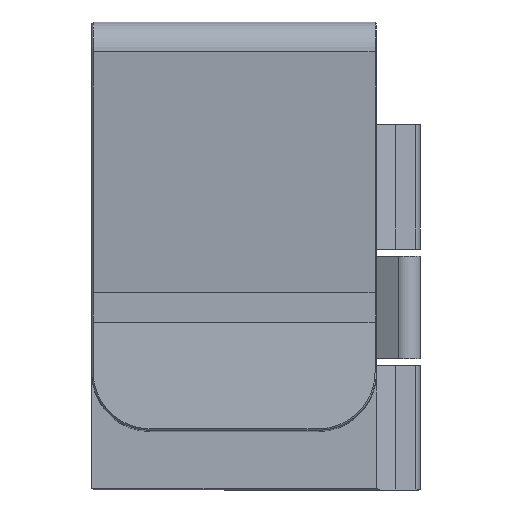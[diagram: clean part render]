
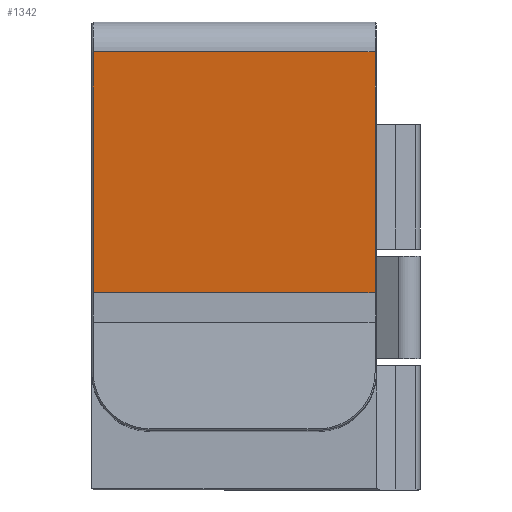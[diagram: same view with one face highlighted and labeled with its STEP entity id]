
A CAD part, left-side view. The second image highlights one B-rep face of the part: STEP entity #1342.
In plain terms, the highlighted planar face has unit normal (-0.996, 0, -0.093).
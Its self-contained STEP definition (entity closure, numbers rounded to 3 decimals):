
#44 = CYLINDRICAL_SURFACE('',#45,4.089);
#45 = AXIS2_PLACEMENT_3D('',#46,#47,#48);
#46 = CARTESIAN_POINT('',(-1.999,0.,60.));
#47 = DIRECTION('',(0.,1.,0.));
#48 = DIRECTION('',(1.,0.,0.));
#339 = VERTEX_POINT('',#340);
#340 = CARTESIAN_POINT('',(-6.088,-38.8,60.));
#367 = EDGE_CURVE('',#368,#339,#370,.T.);
#368 = VERTEX_POINT('',#369);
#369 = CARTESIAN_POINT('',(-6.088,-0.2,60.));
#370 = SURFACE_CURVE('',#371,(#375,#382),.PCURVE_S1.);
#371 = LINE('',#372,#373);
#372 = CARTESIAN_POINT('',(-6.088,0.,60.));
#373 = VECTOR('',#374,1.);
#374 = DIRECTION('',(0.,-1.,0.));
#375 = PCURVE('',#44,#376);
#376 = DEFINITIONAL_REPRESENTATION('',(#377),#381);
#377 = LINE('',#378,#379);
#378 = CARTESIAN_POINT('',(-3.142,0.));
#379 = VECTOR('',#380,1.);
#380 = DIRECTION('',(-0.,-1.));
#381 = ( GEOMETRIC_REPRESENTATION_CONTEXT(2) 
PARAMETRIC_REPRESENTATION_CONTEXT() REPRESENTATION_CONTEXT('2D SPACE',''
  ) );
#382 = PCURVE('',#383,#388);
#383 = PLANE('',#384);
#384 = AXIS2_PLACEMENT_3D('',#385,#386,#387);
#385 = CARTESIAN_POINT('',(-6.088,0.,60.));
#386 = DIRECTION('',(0.996,0.,0.093));
#387 = DIRECTION('',(0.093,0.,-0.996));
#388 = DEFINITIONAL_REPRESENTATION('',(#389),#393);
#389 = LINE('',#390,#391);
#390 = CARTESIAN_POINT('',(0.,0.));
#391 = VECTOR('',#392,1.);
#392 = DIRECTION('',(0.,-1.));
#393 = ( GEOMETRIC_REPRESENTATION_CONTEXT(2) 
PARAMETRIC_REPRESENTATION_CONTEXT() REPRESENTATION_CONTEXT('2D SPACE',''
  ) );
#1247 = PLANE('',#1248);
#1248 = AXIS2_PLACEMENT_3D('',#1249,#1250,#1251);
#1249 = CARTESIAN_POINT('',(-5.989,-0.1,60.009));
#1250 = DIRECTION('',(0.704,-0.707,0.066)
  );
#1251 = DIRECTION('',(0.093,0.,
    -0.996));
#1307 = PLANE('',#1308);
#1308 = AXIS2_PLACEMENT_3D('',#1309,#1310,#1311);
#1309 = CARTESIAN_POINT('',(-2.902,-38.9,27.009));
#1310 = DIRECTION('',(-0.704,-0.707,
    -0.066));
#1311 = DIRECTION('',(0.093,0.,
    -0.996));
#1342 = ADVANCED_FACE('',(#1343),#383,.F.);
#1343 = FACE_BOUND('',#1344,.F.);
#1344 = EDGE_LOOP('',(#1345,#1346,#1369,#1397));
#1345 = ORIENTED_EDGE('',*,*,#367,.T.);
#1346 = ORIENTED_EDGE('',*,*,#1347,.F.);
#1347 = EDGE_CURVE('',#1348,#339,#1350,.T.);
#1348 = VERTEX_POINT('',#1349);
#1349 = CARTESIAN_POINT('',(-3.002,-38.8,27.));
#1350 = SURFACE_CURVE('',#1351,(#1355,#1362),.PCURVE_S1.);
#1351 = LINE('',#1352,#1353);
#1352 = CARTESIAN_POINT('',(-3.002,-38.8,27.));
#1353 = VECTOR('',#1354,1.);
#1354 = DIRECTION('',(-0.093,0.,0.996));
#1355 = PCURVE('',#383,#1356);
#1356 = DEFINITIONAL_REPRESENTATION('',(#1357),#1361);
#1357 = LINE('',#1358,#1359);
#1358 = CARTESIAN_POINT('',(33.144,-38.8));
#1359 = VECTOR('',#1360,1.);
#1360 = DIRECTION('',(-1.,0.));
#1361 = ( GEOMETRIC_REPRESENTATION_CONTEXT(2) 
PARAMETRIC_REPRESENTATION_CONTEXT() REPRESENTATION_CONTEXT('2D SPACE',''
  ) );
#1362 = PCURVE('',#1307,#1363);
#1363 = DEFINITIONAL_REPRESENTATION('',(#1364),#1368);
#1364 = LINE('',#1365,#1366);
#1365 = CARTESIAN_POINT('',(0.,-0.141));
#1366 = VECTOR('',#1367,1.);
#1367 = DIRECTION('',(-1.,0.));
#1368 = ( GEOMETRIC_REPRESENTATION_CONTEXT(2) 
PARAMETRIC_REPRESENTATION_CONTEXT() REPRESENTATION_CONTEXT('2D SPACE',''
  ) );
#1369 = ORIENTED_EDGE('',*,*,#1370,.F.);
#1370 = EDGE_CURVE('',#1371,#1348,#1373,.T.);
#1371 = VERTEX_POINT('',#1372);
#1372 = CARTESIAN_POINT('',(-3.002,-0.2,27.));
#1373 = SURFACE_CURVE('',#1374,(#1378,#1385),.PCURVE_S1.);
#1374 = LINE('',#1375,#1376);
#1375 = CARTESIAN_POINT('',(-3.002,0.,27.));
#1376 = VECTOR('',#1377,1.);
#1377 = DIRECTION('',(0.,-1.,0.));
#1378 = PCURVE('',#383,#1379);
#1379 = DEFINITIONAL_REPRESENTATION('',(#1380),#1384);
#1380 = LINE('',#1381,#1382);
#1381 = CARTESIAN_POINT('',(33.144,0.));
#1382 = VECTOR('',#1383,1.);
#1383 = DIRECTION('',(0.,-1.));
#1384 = ( GEOMETRIC_REPRESENTATION_CONTEXT(2) 
PARAMETRIC_REPRESENTATION_CONTEXT() REPRESENTATION_CONTEXT('2D SPACE',''
  ) );
#1385 = PCURVE('',#1386,#1391);
#1386 = PLANE('',#1387);
#1387 = AXIS2_PLACEMENT_3D('',#1388,#1389,#1390);
#1388 = CARTESIAN_POINT('',(-3.002,0.,27.));
#1389 = DIRECTION('',(1.,0.,0.));
#1390 = DIRECTION('',(0.,0.,-1.));
#1391 = DEFINITIONAL_REPRESENTATION('',(#1392),#1396);
#1392 = LINE('',#1393,#1394);
#1393 = CARTESIAN_POINT('',(0.,0.));
#1394 = VECTOR('',#1395,1.);
#1395 = DIRECTION('',(0.,-1.));
#1396 = ( GEOMETRIC_REPRESENTATION_CONTEXT(2) 
PARAMETRIC_REPRESENTATION_CONTEXT() REPRESENTATION_CONTEXT('2D SPACE',''
  ) );
#1397 = ORIENTED_EDGE('',*,*,#1398,.F.);
#1398 = EDGE_CURVE('',#368,#1371,#1399,.T.);
#1399 = SURFACE_CURVE('',#1400,(#1404,#1411),.PCURVE_S1.);
#1400 = LINE('',#1401,#1402);
#1401 = CARTESIAN_POINT('',(-6.088,-0.2,60.));
#1402 = VECTOR('',#1403,1.);
#1403 = DIRECTION('',(0.093,0.,-0.996));
#1404 = PCURVE('',#383,#1405);
#1405 = DEFINITIONAL_REPRESENTATION('',(#1406),#1410);
#1406 = LINE('',#1407,#1408);
#1407 = CARTESIAN_POINT('',(0.,-0.2));
#1408 = VECTOR('',#1409,1.);
#1409 = DIRECTION('',(1.,0.));
#1410 = ( GEOMETRIC_REPRESENTATION_CONTEXT(2) 
PARAMETRIC_REPRESENTATION_CONTEXT() REPRESENTATION_CONTEXT('2D SPACE',''
  ) );
#1411 = PCURVE('',#1247,#1412);
#1412 = DEFINITIONAL_REPRESENTATION('',(#1413),#1417);
#1413 = LINE('',#1414,#1415);
#1414 = CARTESIAN_POINT('',(0.,-0.141));
#1415 = VECTOR('',#1416,1.);
#1416 = DIRECTION('',(1.,0.));
#1417 = ( GEOMETRIC_REPRESENTATION_CONTEXT(2) 
PARAMETRIC_REPRESENTATION_CONTEXT() REPRESENTATION_CONTEXT('2D SPACE',''
  ) );
